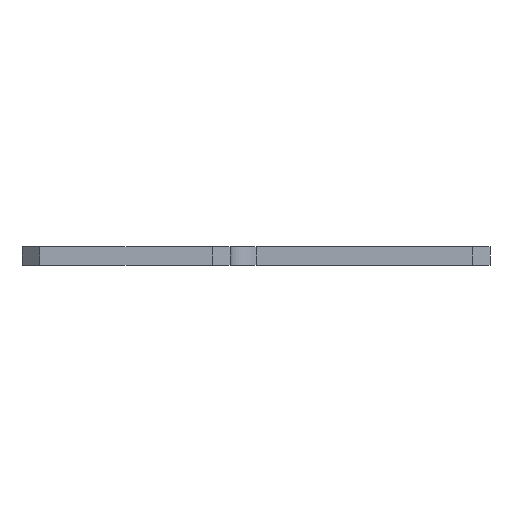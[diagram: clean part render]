
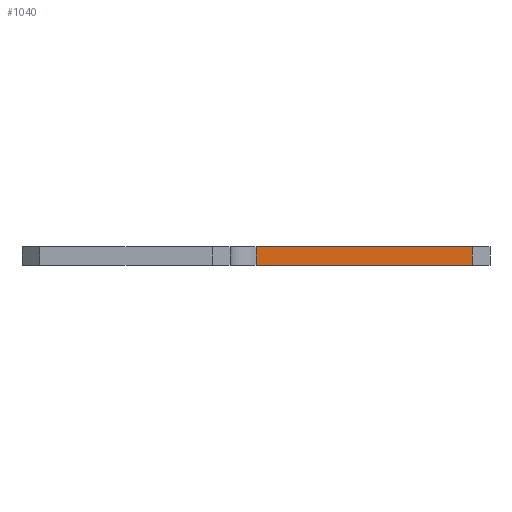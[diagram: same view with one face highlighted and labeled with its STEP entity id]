
A CAD part, left-side view. The second image highlights one B-rep face of the part: STEP entity #1040.
In plain terms, the highlighted planar face has unit normal (-1, 0, 0).
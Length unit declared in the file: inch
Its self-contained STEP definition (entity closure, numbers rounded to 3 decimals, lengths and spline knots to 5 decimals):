
#8 = CARTESIAN_POINT ( 'NONE',  ( -0.5, -1.165, 0.09 ) ) ;
#36 = DIRECTION ( 'NONE',  ( 0., 0., 1. ) ) ;
#98 = EDGE_LOOP ( 'NONE', ( #112, #280, #498, #465 ) ) ;
#100 = LINE ( 'NONE', #499, #1056 ) ;
#112 = ORIENTED_EDGE ( 'NONE', *, *, #1126, .F. ) ;
#114 = DIRECTION ( 'NONE',  ( 0., 1., 0. ) ) ;
#244 = CARTESIAN_POINT ( 'NONE',  ( -0.5, 0., 0. ) ) ;
#280 = ORIENTED_EDGE ( 'NONE', *, *, #1290, .F. ) ;
#373 = DIRECTION ( 'NONE',  ( 0., 1., 0. ) ) ;
#413 = CARTESIAN_POINT ( 'NONE',  ( -0.5, 0., 0.09 ) ) ;
#465 = ORIENTED_EDGE ( 'NONE', *, *, #897, .F. ) ;
#493 = DIRECTION ( 'NONE',  ( 0., 0., 1. ) ) ;
#498 = ORIENTED_EDGE ( 'NONE', *, *, #1328, .T. ) ;
#499 = CARTESIAN_POINT ( 'NONE',  ( -0.5, -0.125, 0.09 ) ) ;
#536 = DIRECTION ( 'NONE',  ( 0., -1., 0. ) ) ;
#546 = LINE ( 'NONE', #8, #1124 ) ;
#630 = CARTESIAN_POINT ( 'NONE',  ( -0.5, -1.165, 0. ) ) ;
#644 = VECTOR ( 'NONE', #536, 39.37008 ) ;
#645 = VECTOR ( 'NONE', #114, 39.37008 ) ;
#649 = VERTEX_POINT ( 'NONE', #1286 ) ;
#665 = AXIS2_PLACEMENT_3D ( 'NONE', #984, #893, #373 ) ;
#733 = LINE ( 'NONE', #244, #645 ) ;
#755 = FACE_OUTER_BOUND ( 'NONE', #98, .T. ) ;
#762 = VERTEX_POINT ( 'NONE', #1018 ) ;
#893 = DIRECTION ( 'NONE',  ( 1., 0., 0. ) ) ;
#897 = EDGE_CURVE ( 'NONE', #1200, #762, #1053, .T. ) ;
#942 = VERTEX_POINT ( 'NONE', #630 ) ;
#984 = CARTESIAN_POINT ( 'NONE',  ( -0.5, 0., 0.09 ) ) ;
#1018 = CARTESIAN_POINT ( 'NONE',  ( -0.5, -1.165, 0.09 ) ) ;
#1040 = ADVANCED_FACE ( 'NONE', ( #755 ), #1169, .F. ) ;
#1053 = LINE ( 'NONE', #413, #644 ) ;
#1056 = VECTOR ( 'NONE', #493, 39.37008 ) ;
#1124 = VECTOR ( 'NONE', #36, 39.37008 ) ;
#1126 = EDGE_CURVE ( 'NONE', #649, #1200, #100, .T. ) ;
#1169 = PLANE ( 'NONE',  #665 ) ;
#1200 = VERTEX_POINT ( 'NONE', #1331 ) ;
#1286 = CARTESIAN_POINT ( 'NONE',  ( -0.5, -0.125, 0. ) ) ;
#1290 = EDGE_CURVE ( 'NONE', #942, #649, #733, .T. ) ;
#1328 = EDGE_CURVE ( 'NONE', #942, #762, #546, .T. ) ;
#1331 = CARTESIAN_POINT ( 'NONE',  ( -0.5, -0.125, 0.09 ) ) ;
